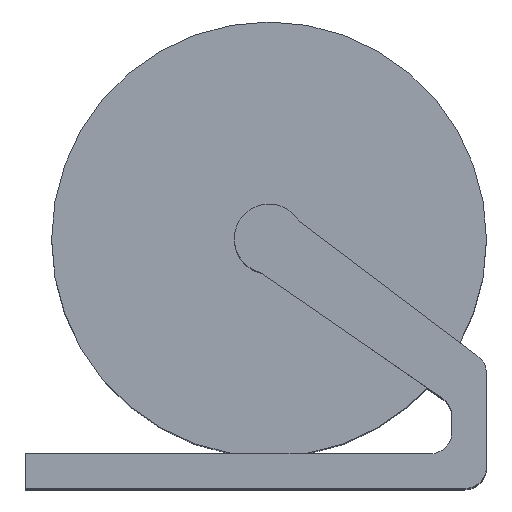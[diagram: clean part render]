
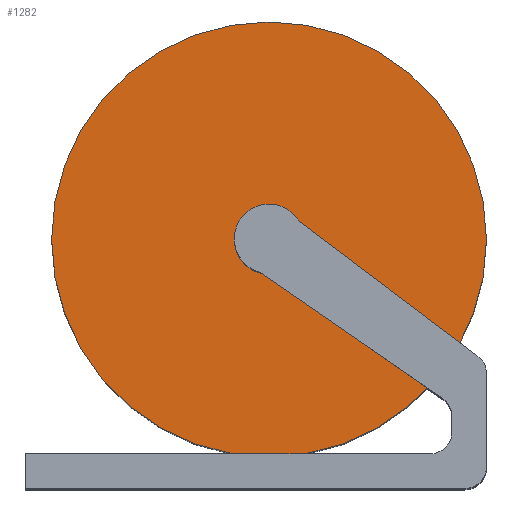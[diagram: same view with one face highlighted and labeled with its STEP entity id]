
A CAD part, top view. The second image highlights one B-rep face of the part: STEP entity #1282.
In plain terms, the highlighted planar face has unit normal (0, 0, 1).
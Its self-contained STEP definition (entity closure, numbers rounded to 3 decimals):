
#15 = FACE_BOUND ( 'NONE', #330, .T. ) ;
#18 = CIRCLE ( 'NONE', #534, 2.5 ) ;
#34 = DIRECTION ( 'NONE',  ( 1., 0., 0. ) ) ;
#92 = ORIENTED_EDGE ( 'NONE', *, *, #1533, .T. ) ;
#159 = DIRECTION ( 'NONE',  ( 1., 0., 0. ) ) ;
#170 = CARTESIAN_POINT ( 'NONE',  ( 0., 0., 5. ) ) ;
#171 = ORIENTED_EDGE ( 'NONE', *, *, #911, .F. ) ;
#330 = EDGE_LOOP ( 'NONE', ( #1611, #171 ) ) ;
#442 = AXIS2_PLACEMENT_3D ( 'NONE', #1387, #859, #34 ) ;
#452 = DIRECTION ( 'NONE',  ( 0., 0., 1. ) ) ;
#495 = DIRECTION ( 'NONE',  ( 1., 0., 0. ) ) ;
#506 = CARTESIAN_POINT ( 'NONE',  ( 0., 0., 5. ) ) ;
#521 = CARTESIAN_POINT ( 'NONE',  ( 0., 0., 5. ) ) ;
#534 = AXIS2_PLACEMENT_3D ( 'NONE', #170, #1375, #159 ) ;
#588 = AXIS2_PLACEMENT_3D ( 'NONE', #1037, #1290, #1576 ) ;
#678 = FACE_OUTER_BOUND ( 'NONE', #812, .T. ) ;
#693 = CARTESIAN_POINT ( 'NONE',  ( 2.5, 0., 5. ) ) ;
#772 = DIRECTION ( 'NONE',  ( 0., 0., 1. ) ) ;
#812 = EDGE_LOOP ( 'NONE', ( #1377, #92 ) ) ;
#859 = DIRECTION ( 'NONE',  ( 0., 0., 1. ) ) ;
#875 = DIRECTION ( 'NONE',  ( 1., 0., 0. ) ) ;
#911 = EDGE_CURVE ( 'NONE', #1525, #1022, #1075, .T. ) ;
#995 = CARTESIAN_POINT ( 'NONE',  ( -2.5, 0., 5. ) ) ;
#1022 = VERTEX_POINT ( 'NONE', #1500 ) ;
#1037 = CARTESIAN_POINT ( 'NONE',  ( 0., 0., 5. ) ) ;
#1052 = VERTEX_POINT ( 'NONE', #693 ) ;
#1075 = CIRCLE ( 'NONE', #1504, 0.4 ) ;
#1128 = AXIS2_PLACEMENT_3D ( 'NONE', #506, #452, #875 ) ;
#1146 = EDGE_CURVE ( 'NONE', #1458, #1052, #18, .T. ) ;
#1220 = PLANE ( 'NONE',  #442 ) ;
#1282 = ADVANCED_FACE ( 'NONE', ( #15, #678 ), #1220, .T. ) ;
#1288 = CIRCLE ( 'NONE', #1128, 0.4 ) ;
#1290 = DIRECTION ( 'NONE',  ( 0., 0., 1. ) ) ;
#1352 = CIRCLE ( 'NONE', #588, 2.5 ) ;
#1375 = DIRECTION ( 'NONE',  ( 0., 0., 1. ) ) ;
#1377 = ORIENTED_EDGE ( 'NONE', *, *, #1146, .T. ) ;
#1387 = CARTESIAN_POINT ( 'NONE',  ( 0., 0., 5. ) ) ;
#1398 = CARTESIAN_POINT ( 'NONE',  ( 0.4, 0., 5. ) ) ;
#1458 = VERTEX_POINT ( 'NONE', #995 ) ;
#1500 = CARTESIAN_POINT ( 'NONE',  ( -0.4, 0., 5. ) ) ;
#1504 = AXIS2_PLACEMENT_3D ( 'NONE', #521, #772, #495 ) ;
#1525 = VERTEX_POINT ( 'NONE', #1398 ) ;
#1527 = EDGE_CURVE ( 'NONE', #1022, #1525, #1288, .T. ) ;
#1533 = EDGE_CURVE ( 'NONE', #1052, #1458, #1352, .T. ) ;
#1576 = DIRECTION ( 'NONE',  ( 1., 0., 0. ) ) ;
#1611 = ORIENTED_EDGE ( 'NONE', *, *, #1527, .F. ) ;
